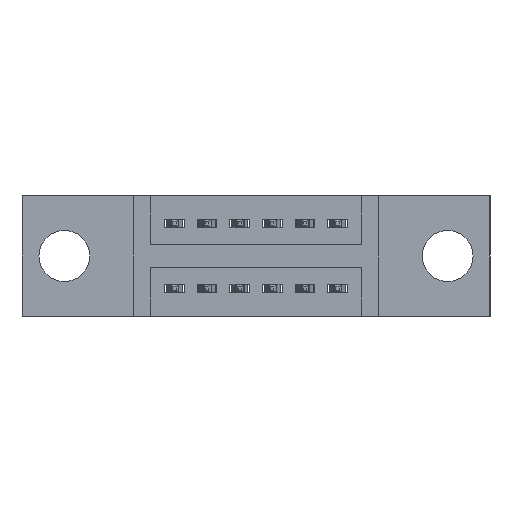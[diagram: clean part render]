
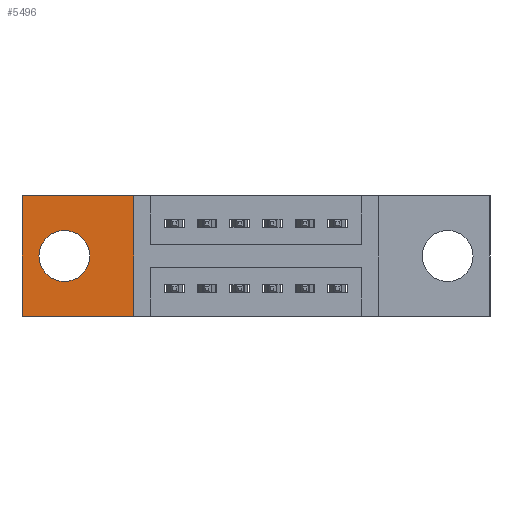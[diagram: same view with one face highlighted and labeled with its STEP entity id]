
A CAD part, front view. The second image highlights one B-rep face of the part: STEP entity #5496.
In plain terms, the highlighted planar face has unit normal (0, -1, 0).
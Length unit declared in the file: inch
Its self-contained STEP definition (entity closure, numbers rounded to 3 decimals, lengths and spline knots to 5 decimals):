
#19 = LINE ( 'NONE', #7294, #2013 ) ;
#302 = VERTEX_POINT ( 'NONE', #5679 ) ;
#714 = VERTEX_POINT ( 'NONE', #4839 ) ;
#1167 = FACE_OUTER_BOUND ( 'NONE', #2942, .T. ) ;
#1183 = VECTOR ( 'NONE', #6942, 39.37008 ) ;
#1397 = AXIS2_PLACEMENT_3D ( 'NONE', #7375, #7309, #8485 ) ;
#1652 = CARTESIAN_POINT ( 'NONE',  ( 0., 0.17, -0.37 ) ) ;
#1790 = DIRECTION ( 'NONE',  ( 0., -1., 0. ) ) ;
#1816 = ORIENTED_EDGE ( 'NONE', *, *, #6333, .T. ) ;
#1901 = LINE ( 'NONE', #6173, #5572 ) ;
#1998 = EDGE_CURVE ( 'NONE', #8798, #3176, #7083, .T. ) ;
#2013 = VECTOR ( 'NONE', #2891, 39.37008 ) ;
#2123 = CARTESIAN_POINT ( 'NONE',  ( 0.13, 0.17, -0.107 ) ) ;
#2151 = VERTEX_POINT ( 'NONE', #7660 ) ;
#2427 = VECTOR ( 'NONE', #5755, 39.37008 ) ;
#2686 = VERTEX_POINT ( 'NONE', #2123 ) ;
#2891 = DIRECTION ( 'NONE',  ( 0., 0., 1. ) ) ;
#2942 = EDGE_LOOP ( 'NONE', ( #7452, #9367, #1816, #7700 ) ) ;
#3176 = VERTEX_POINT ( 'NONE', #1652 ) ;
#3556 = CARTESIAN_POINT ( 'NONE',  ( 0., 0.17, 0. ) ) ;
#3557 = ORIENTED_EDGE ( 'NONE', *, *, #6749, .F. ) ;
#3636 = EDGE_CURVE ( 'NONE', #2686, #714, #3734, .T. ) ;
#3734 = CIRCLE ( 'NONE', #1397, 0.078 ) ;
#3953 = CARTESIAN_POINT ( 'NONE',  ( 0., 0.17, 0. ) ) ;
#4383 = EDGE_LOOP ( 'NONE', ( #7218, #3557 ) ) ;
#4617 = LINE ( 'NONE', #3556, #2427 ) ;
#4839 = CARTESIAN_POINT ( 'NONE',  ( 0.13, 0.17, -0.263 ) ) ;
#5169 = DIRECTION ( 'NONE',  ( 0., 0., -1. ) ) ;
#5179 = DIRECTION ( 'NONE',  ( 0., -1., 0. ) ) ;
#5203 = PLANE ( 'NONE',  #7086 ) ;
#5437 = EDGE_CURVE ( 'NONE', #3176, #302, #1901, .T. ) ;
#5458 = CARTESIAN_POINT ( 'NONE',  ( 0., 0.17, -0.37 ) ) ;
#5496 = ADVANCED_FACE ( 'NONE', ( #6837, #1167 ), #5203, .T. ) ;
#5572 = VECTOR ( 'NONE', #6137, 39.37008 ) ;
#5679 = CARTESIAN_POINT ( 'NONE',  ( 0.3425, 0.17, -0.37 ) ) ;
#5755 = DIRECTION ( 'NONE',  ( -1., 0., 0. ) ) ;
#6137 = DIRECTION ( 'NONE',  ( 1., 0., 0. ) ) ;
#6173 = CARTESIAN_POINT ( 'NONE',  ( 0., 0.17, -0.37 ) ) ;
#6195 = CARTESIAN_POINT ( 'NONE',  ( 0.13, 0.17, -0.185 ) ) ;
#6333 = EDGE_CURVE ( 'NONE', #302, #2151, #19, .T. ) ;
#6749 = EDGE_CURVE ( 'NONE', #714, #2686, #9022, .T. ) ;
#6837 = FACE_BOUND ( 'NONE', #4383, .T. ) ;
#6876 = CARTESIAN_POINT ( 'NONE',  ( 0., 0.17, 0. ) ) ;
#6933 = DIRECTION ( 'NONE',  ( 0., 0., -1. ) ) ;
#6942 = DIRECTION ( 'NONE',  ( 0., 0., -1. ) ) ;
#7083 = LINE ( 'NONE', #6876, #1183 ) ;
#7086 = AXIS2_PLACEMENT_3D ( 'NONE', #5458, #5179, #5169 ) ;
#7218 = ORIENTED_EDGE ( 'NONE', *, *, #3636, .F. ) ;
#7294 = CARTESIAN_POINT ( 'NONE',  ( 0.3425, 0.17, 0. ) ) ;
#7309 = DIRECTION ( 'NONE',  ( 0., -1., 0. ) ) ;
#7375 = CARTESIAN_POINT ( 'NONE',  ( 0.13, 0.17, -0.185 ) ) ;
#7452 = ORIENTED_EDGE ( 'NONE', *, *, #1998, .T. ) ;
#7660 = CARTESIAN_POINT ( 'NONE',  ( 0.3425, 0.17, 0. ) ) ;
#7700 = ORIENTED_EDGE ( 'NONE', *, *, #8311, .T. ) ;
#8311 = EDGE_CURVE ( 'NONE', #2151, #8798, #4617, .T. ) ;
#8485 = DIRECTION ( 'NONE',  ( 0., 0., -1. ) ) ;
#8798 = VERTEX_POINT ( 'NONE', #3953 ) ;
#9022 = CIRCLE ( 'NONE', #9395, 0.078 ) ;
#9367 = ORIENTED_EDGE ( 'NONE', *, *, #5437, .T. ) ;
#9395 = AXIS2_PLACEMENT_3D ( 'NONE', #6195, #1790, #6933 ) ;
